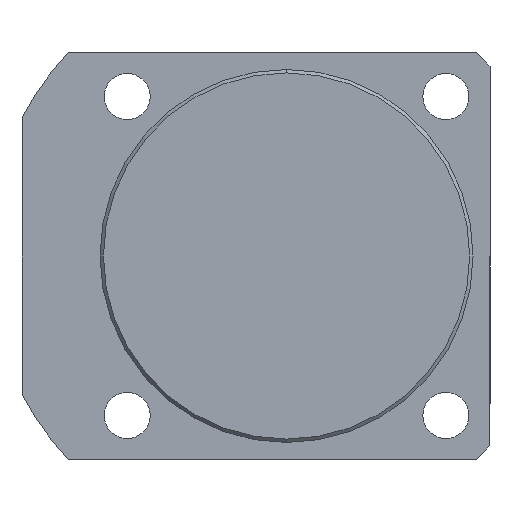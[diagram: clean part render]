
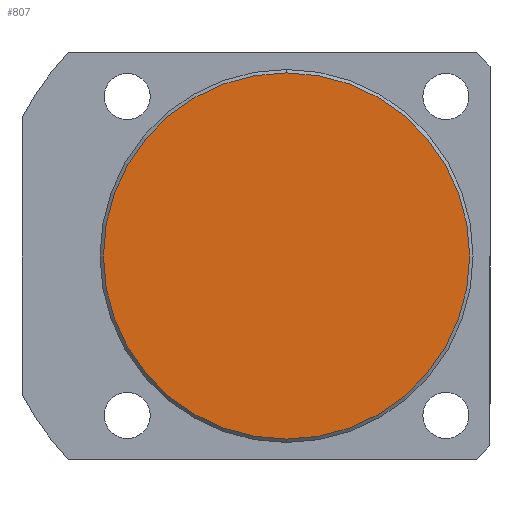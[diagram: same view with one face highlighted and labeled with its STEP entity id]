
A CAD part, front view. The second image highlights one B-rep face of the part: STEP entity #807.
In plain terms, the highlighted planar face has unit normal (0, -1, 0).
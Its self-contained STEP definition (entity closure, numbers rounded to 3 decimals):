
#117 = VERTEX_POINT ( 'NONE', #1246 ) ;
#118 = VERTEX_POINT ( 'NONE', #1271 ) ;
#148 = ORIENTED_EDGE ( 'NONE', *, *, #545, .T. ) ;
#218 = EDGE_LOOP ( 'NONE', ( #148, #282 ) ) ;
#282 = ORIENTED_EDGE ( 'NONE', *, *, #1084, .T. ) ;
#545 = EDGE_CURVE ( 'NONE', #118, #117, #755, .T. ) ;
#716 = FACE_OUTER_BOUND ( 'NONE', #218, .T. ) ;
#755 = CIRCLE ( 'NONE', #914, 27. ) ;
#807 = ADVANCED_FACE ( 'NONE', ( #716 ), #1430, .F. ) ;
#914 = AXIS2_PLACEMENT_3D ( 'NONE', #1307, #1306, #1304 ) ;
#933 = AXIS2_PLACEMENT_3D ( 'NONE', #1428, #1433, #1434 ) ;
#1008 = AXIS2_PLACEMENT_3D ( 'NONE', #1919, #1920, #1921 ) ;
#1084 = EDGE_CURVE ( 'NONE', #117, #118, #1631, .T. ) ;
#1246 = CARTESIAN_POINT ( 'NONE',  ( 0., 0., -27. ) ) ;
#1271 = CARTESIAN_POINT ( 'NONE',  ( 0., 0., 27. ) ) ;
#1304 = DIRECTION ( 'NONE',  ( 0., 0., 1. ) ) ;
#1306 = DIRECTION ( 'NONE',  ( 0., -1., 0. ) ) ;
#1307 = CARTESIAN_POINT ( 'NONE',  ( 0., 0., 0. ) ) ;
#1428 = CARTESIAN_POINT ( 'NONE',  ( 0., 0., 0. ) ) ;
#1430 = PLANE ( 'NONE',  #933 ) ;
#1433 = DIRECTION ( 'NONE',  ( 0., 1., 0. ) ) ;
#1434 = DIRECTION ( 'NONE',  ( 0., 0., 1. ) ) ;
#1631 = CIRCLE ( 'NONE', #1008, 27. ) ;
#1919 = CARTESIAN_POINT ( 'NONE',  ( 0., 0., 0. ) ) ;
#1920 = DIRECTION ( 'NONE',  ( 0., -1., 0. ) ) ;
#1921 = DIRECTION ( 'NONE',  ( 0., 0., 1. ) ) ;
